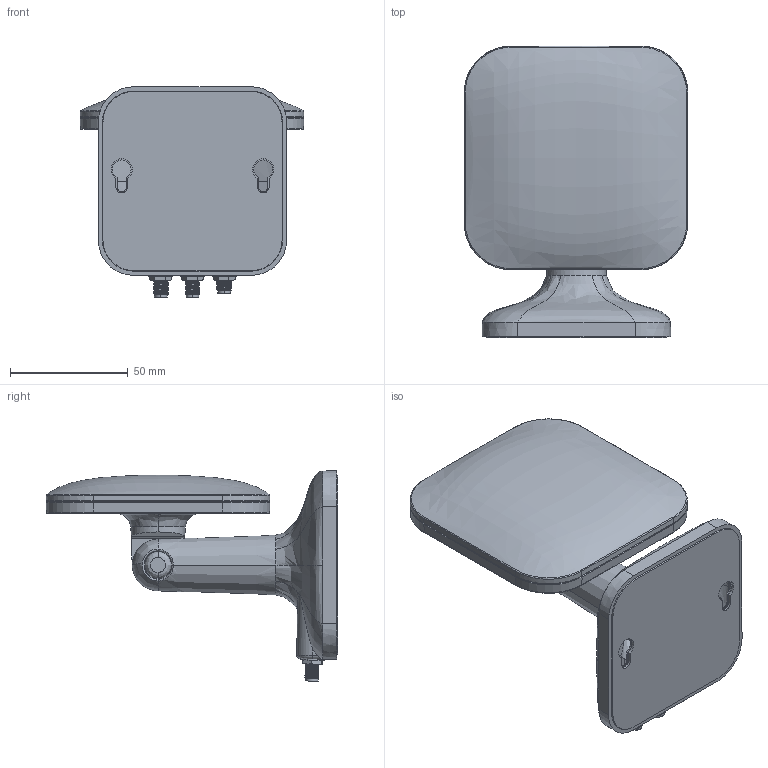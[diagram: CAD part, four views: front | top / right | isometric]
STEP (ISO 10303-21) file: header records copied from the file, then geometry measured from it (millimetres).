
FILE_DESCRIPTION (( 'STEP AP214' ), '1' );
FILE_NAME ('WMA.328.A.001_Web.STEP', '2022-03-14T16:10:23', ( '' ), ( '' ), 'SwSTEP 2.0', 'SolidWorks 2018', '' );
FILE_SCHEMA (( 'AUTOMOTIVE_DESIGN' ));
Length unit declared in the file: millimetre
Products named in the file (1): WMA.328.A.001_Web
Bounding box: 95.19 x 124.09 x 89.51 mm (x, y, z)
Surface area: 51964.6 mm2 (no closed solid volume)
Topology: 0 solids, 22 shells, 348 faces, 1476 edges, 1130 vertices
Faces by surface type: plane 134, cylinder 89, bspline 78, cone 29, torus 18
Entity records: 37429 total; most frequent: CARTESIAN_POINT 23187, ORIENTED_EDGE 2236, DIRECTION 1637, EDGE_CURVE 1476, VERTEX_POINT 1130, VECTOR 595, LINE 595, AXIS2_PLACEMENT_3D 521
